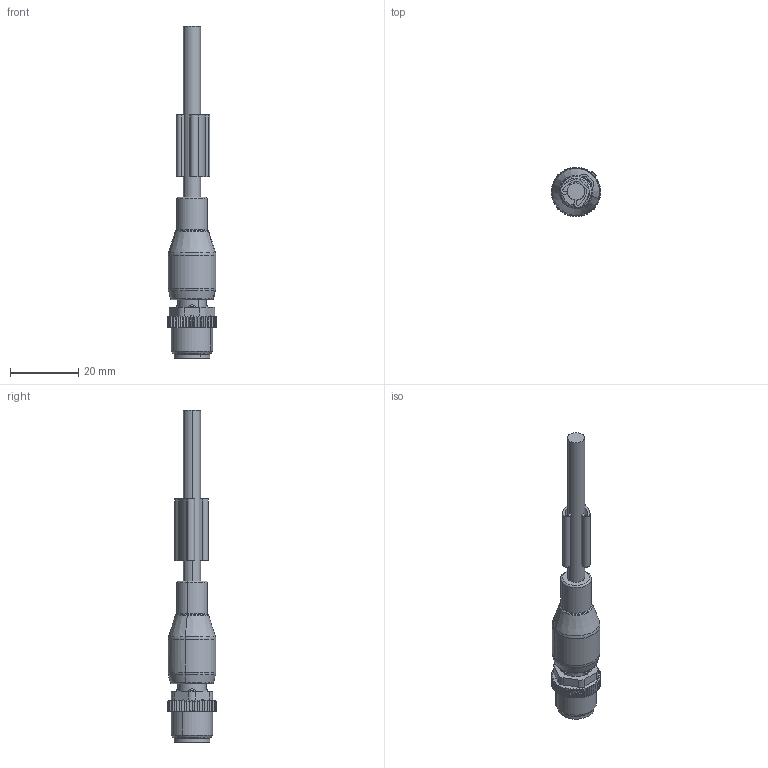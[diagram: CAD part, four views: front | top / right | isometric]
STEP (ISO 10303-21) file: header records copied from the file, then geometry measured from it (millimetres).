
FILE_DESCRIPTION(('CATIA V5 STEP Exchange','CAx-IF Rec.Pracs.--- Model Styling and Organization---1.4--- 2014-01-23'),'2;1');
FILE_NAME ('004774-2_0', '2021-03-27T12:16:40+00:00', ('none'), ('Weidmueller'), 'CATIA Version 5-6 Release 2016 SP3 HF44', 'CATIA V5 STEP AP214', 'none');
FILE_SCHEMA(('AUTOMOTIVE_DESIGN { 1 0 10303 214 1 1 1 1 }'));
Length unit declared in the file: millimetre
Products named in the file (1): 1057790500
Bounding box: 14.52 x 14.6 x 97 mm (x, y, z)
Volume: 6309 mm3; surface area: 6604.7 mm2
Topology: 9 solids, 9 shells, 702 faces, 1743 edges, 1083 vertices
Faces by surface type: plane 248, cylinder 233, torus 104, cone 99, sphere 14, bspline 4
Entity records: 19823 total; most frequent: CARTESIAN_POINT 4963, ORIENTED_EDGE 3434, DIRECTION 2290, EDGE_CURVE 1717, AXIS2_PLACEMENT_3D 1167, VERTEX_POINT 1083, EDGE_LOOP 778, CIRCLE 726
